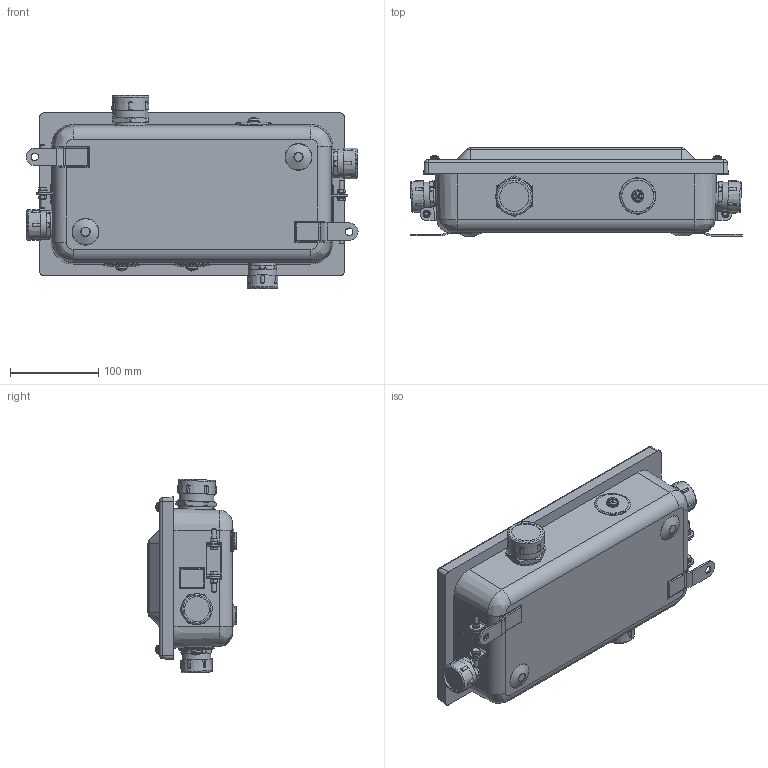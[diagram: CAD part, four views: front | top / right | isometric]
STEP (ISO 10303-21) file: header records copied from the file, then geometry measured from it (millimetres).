
FILE_DESCRIPTION(/* description */ (''),/* implementation_level */ '2;1');
FILE_NAME(/* name */ '',/* time_stamp */ '2025-07-22T16:44:50+07:00',/* author */ ('zeta-72'),/* organization */ (''),/* preprocessor_version */ 'ST-DEVELOPER v19.2',/* originating_system */ 'Autodesk Inventor 2024',/* authorisation */ '');
FILE_SCHEMA (('AUTOMOTIVE_DESIGN { 1 0 10303 214 3 1 1 }'));
Length unit declared in the file: millimetre
Products named in the file (1): ЗЭТА.030.375.000 СБ Коробка 
клеммная КСМР-20 I
P54_Упростить_1
Bounding box: 377 x 100 x 220.14 mm (x, y, z)
Volume: 4576087.2 mm3; surface area: 239743 mm2
Topology: 25 solids, 25 shells, 913 faces, 2284 edges, 1479 vertices
Faces by surface type: plane 333, cone 209, cylinder 175, bspline 120, torus 65, sphere 11
Full cylindrical faces by diameter (mm): 5 x8, 6.7 x4, 8.5 x2, 10 x8, 14 x3, 28.2 x3, 31.2 x3, 32.5 x3, 33 x1, 36 x3, 37.2 x1, 39.6 x1
Entity records: 31335 total; most frequent: CARTESIAN_POINT 9616, ORIENTED_EDGE 4578, DIRECTION 4088, EDGE_CURVE 2289, AXIS2_PLACEMENT_3D 1651, VERTEX_POINT 1499, EDGE_LOOP 998, STYLED_ITEM 934
